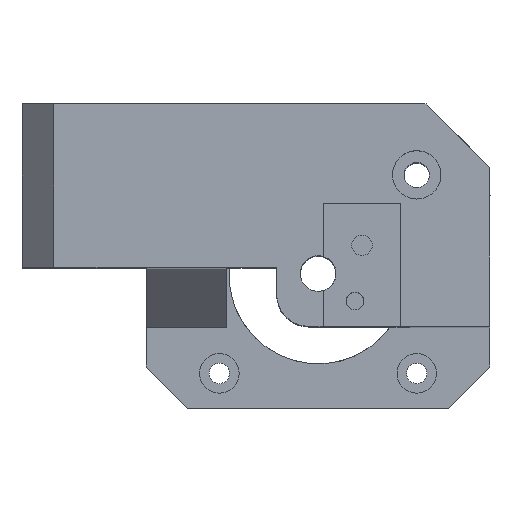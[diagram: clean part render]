
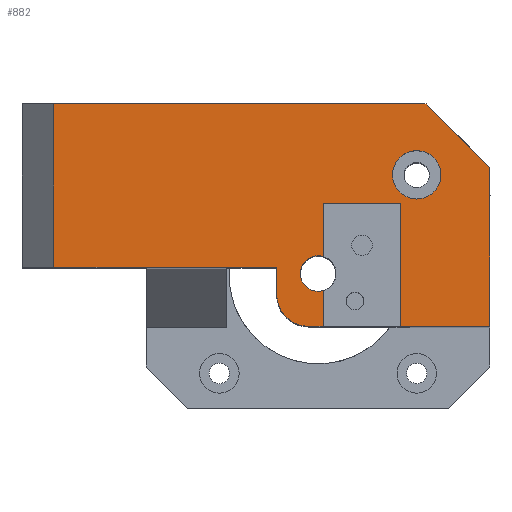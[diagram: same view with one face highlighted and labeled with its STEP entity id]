
A CAD part, top view. The second image highlights one B-rep face of the part: STEP entity #882.
In plain terms, the highlighted planar face has unit normal (0, 0, 1).
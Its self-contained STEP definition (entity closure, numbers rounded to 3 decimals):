
#40 = VERTEX_POINT('',#41);
#41 = CARTESIAN_POINT('',(272.141,985.528,47.945));
#47 = EDGE_CURVE('',#48,#40,#50,.T.);
#48 = VERTEX_POINT('',#49);
#49 = CARTESIAN_POINT('',(237.141,985.528,47.945));
#50 = LINE('',#51,#52);
#51 = CARTESIAN_POINT('',(279.921,985.528,47.945));
#52 = VECTOR('',#53,1.);
#53 = DIRECTION('',(1.,0.,0.));
#863 = EDGE_CURVE('',#48,#864,#866,.T.);
#864 = VERTEX_POINT('',#865);
#865 = CARTESIAN_POINT('',(237.141,1011.278,
    47.945));
#866 = LINE('',#867,#868);
#867 = CARTESIAN_POINT('',(237.141,985.528,47.945));
#868 = VECTOR('',#869,1.);
#869 = DIRECTION('',(0.,1.,0.));
#882 = ADVANCED_FACE('',(#883,#999),#1010,.T.);
#883 = FACE_BOUND('',#884,.T.);
#884 = EDGE_LOOP('',(#885,#895,#903,#909,#910,#911,#919,#928,#936,#944,
    #953,#961,#969,#977,#985,#993));
#885 = ORIENTED_EDGE('',*,*,#886,.F.);
#886 = EDGE_CURVE('',#887,#889,#891,.T.);
#887 = VERTEX_POINT('',#888);
#888 = CARTESIAN_POINT('',(295.59,1011.278,47.945));
#889 = VERTEX_POINT('',#890);
#890 = CARTESIAN_POINT('',(295.883,1010.985,47.945));
#891 = LINE('',#892,#893);
#892 = CARTESIAN_POINT('',(288.849,1018.02,47.945));
#893 = VECTOR('',#894,1.);
#894 = DIRECTION('',(0.707,-0.707,0.));
#895 = ORIENTED_EDGE('',*,*,#896,.T.);
#896 = EDGE_CURVE('',#887,#897,#899,.T.);
#897 = VERTEX_POINT('',#898);
#898 = CARTESIAN_POINT('',(295.176,1011.278,47.945));
#899 = LINE('',#900,#901);
#900 = CARTESIAN_POINT('',(274.688,1011.278,47.945));
#901 = VECTOR('',#902,1.);
#902 = DIRECTION('',(-1.,0.,0.));
#903 = ORIENTED_EDGE('',*,*,#904,.T.);
#904 = EDGE_CURVE('',#897,#864,#905,.T.);
#905 = LINE('',#906,#907);
#906 = CARTESIAN_POINT('',(233.741,1011.278,47.945));
#907 = VECTOR('',#908,1.);
#908 = DIRECTION('',(-1.,0.,0.));
#909 = ORIENTED_EDGE('',*,*,#863,.F.);
#910 = ORIENTED_EDGE('',*,*,#47,.T.);
#911 = ORIENTED_EDGE('',*,*,#912,.F.);
#912 = EDGE_CURVE('',#913,#40,#915,.T.);
#913 = VERTEX_POINT('',#914);
#914 = CARTESIAN_POINT('',(272.141,981.278,47.945
    ));
#915 = LINE('',#916,#917);
#916 = CARTESIAN_POINT('',(272.141,976.278,
    47.945));
#917 = VECTOR('',#918,1.);
#918 = DIRECTION('',(0.,1.,0.));
#919 = ORIENTED_EDGE('',*,*,#920,.T.);
#920 = EDGE_CURVE('',#913,#921,#923,.T.);
#921 = VERTEX_POINT('',#922);
#922 = CARTESIAN_POINT('',(277.141,976.278,47.945
    ));
#923 = CIRCLE('',#924,5.);
#924 = AXIS2_PLACEMENT_3D('',#925,#926,#927);
#925 = CARTESIAN_POINT('',(277.141,981.278,47.945
    ));
#926 = DIRECTION('',(0.,0.,1.));
#927 = DIRECTION('',(1.,0.,0.));
#928 = ORIENTED_EDGE('',*,*,#929,.T.);
#929 = EDGE_CURVE('',#921,#930,#932,.T.);
#930 = VERTEX_POINT('',#931);
#931 = CARTESIAN_POINT('',(279.441,976.278,47.945));
#932 = LINE('',#933,#934);
#933 = CARTESIAN_POINT('',(257.641,976.278,47.945
    ));
#934 = VECTOR('',#935,1.);
#935 = DIRECTION('',(1.,0.,0.));
#936 = ORIENTED_EDGE('',*,*,#937,.F.);
#937 = EDGE_CURVE('',#938,#930,#940,.T.);
#938 = VERTEX_POINT('',#939);
#939 = CARTESIAN_POINT('',(279.441,981.895,47.945));
#940 = LINE('',#941,#942);
#941 = CARTESIAN_POINT('',(279.441,991.676,47.945));
#942 = VECTOR('',#943,1.);
#943 = DIRECTION('',(0.,-1.,0.));
#944 = ORIENTED_EDGE('',*,*,#945,.T.);
#945 = EDGE_CURVE('',#938,#946,#948,.T.);
#946 = VERTEX_POINT('',#947);
#947 = CARTESIAN_POINT('',(279.441,987.262,47.945));
#948 = CIRCLE('',#949,2.8);
#949 = AXIS2_PLACEMENT_3D('',#950,#951,#952);
#950 = CARTESIAN_POINT('',(278.641,984.578,47.945));
#951 = DIRECTION('',(0.,0.,-1.));
#952 = DIRECTION('',(1.,0.,0.));
#953 = ORIENTED_EDGE('',*,*,#954,.F.);
#954 = EDGE_CURVE('',#955,#946,#957,.T.);
#955 = VERTEX_POINT('',#956);
#956 = CARTESIAN_POINT('',(279.441,995.528,47.945
    ));
#957 = LINE('',#958,#959);
#958 = CARTESIAN_POINT('',(279.441,991.676,47.945));
#959 = VECTOR('',#960,1.);
#960 = DIRECTION('',(0.,-1.,0.));
#961 = ORIENTED_EDGE('',*,*,#962,.F.);
#962 = EDGE_CURVE('',#963,#955,#965,.T.);
#963 = VERTEX_POINT('',#964);
#964 = CARTESIAN_POINT('',(291.631,995.528,
    47.945));
#965 = LINE('',#966,#967);
#966 = CARTESIAN_POINT('',(279.656,995.528,47.945
    ));
#967 = VECTOR('',#968,1.);
#968 = DIRECTION('',(-1.,0.,0.));
#969 = ORIENTED_EDGE('',*,*,#970,.T.);
#970 = EDGE_CURVE('',#963,#971,#973,.T.);
#971 = VERTEX_POINT('',#972);
#972 = CARTESIAN_POINT('',(291.631,976.278,47.945));
#973 = LINE('',#974,#975);
#974 = CARTESIAN_POINT('',(291.631,996.528,
    47.945));
#975 = VECTOR('',#976,1.);
#976 = DIRECTION('',(0.,-1.,0.));
#977 = ORIENTED_EDGE('',*,*,#978,.F.);
#978 = EDGE_CURVE('',#979,#971,#981,.T.);
#979 = VERTEX_POINT('',#980);
#980 = CARTESIAN_POINT('',(305.641,976.278,47.945));
#981 = LINE('',#982,#983);
#982 = CARTESIAN_POINT('',(291.856,976.278,47.945));
#983 = VECTOR('',#984,1.);
#984 = DIRECTION('',(-1.,0.,0.));
#985 = ORIENTED_EDGE('',*,*,#986,.F.);
#986 = EDGE_CURVE('',#987,#979,#989,.T.);
#987 = VERTEX_POINT('',#988);
#988 = CARTESIAN_POINT('',(305.641,1001.228,47.945));
#989 = LINE('',#990,#991);
#990 = CARTESIAN_POINT('',(305.641,991.676,47.945));
#991 = VECTOR('',#992,1.);
#992 = DIRECTION('',(0.,-1.,0.));
#993 = ORIENTED_EDGE('',*,*,#994,.T.);
#994 = EDGE_CURVE('',#987,#889,#995,.T.);
#995 = LINE('',#996,#997);
#996 = CARTESIAN_POINT('',(305.641,1001.228,47.945));
#997 = VECTOR('',#998,1.);
#998 = DIRECTION('',(-0.707,0.707,0.));
#999 = FACE_BOUND('',#1000,.T.);
#1000 = EDGE_LOOP('',(#1001));
#1001 = ORIENTED_EDGE('',*,*,#1002,.F.);
#1002 = EDGE_CURVE('',#1003,#1003,#1005,.T.);
#1003 = VERTEX_POINT('',#1004);
#1004 = CARTESIAN_POINT('',(297.941,1000.078,47.945));
#1005 = CIRCLE('',#1006,3.8);
#1006 = AXIS2_PLACEMENT_3D('',#1007,#1008,#1009);
#1007 = CARTESIAN_POINT('',(294.141,1000.078,47.945));
#1008 = DIRECTION('',(0.,0.,1.));
#1009 = DIRECTION('',(1.,0.,0.));
#1010 = PLANE('',#1011);
#1011 = AXIS2_PLACEMENT_3D('',#1012,#1013,#1014);
#1012 = CARTESIAN_POINT('',(274.131,994.488,47.945));
#1013 = DIRECTION('',(0.,0.,1.));
#1014 = DIRECTION('',(0.,1.,0.));
